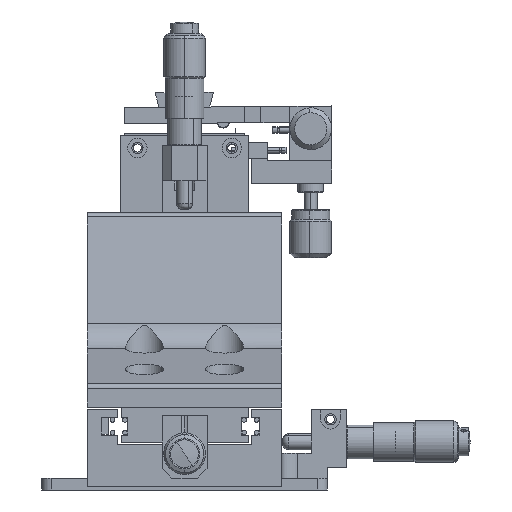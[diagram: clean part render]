
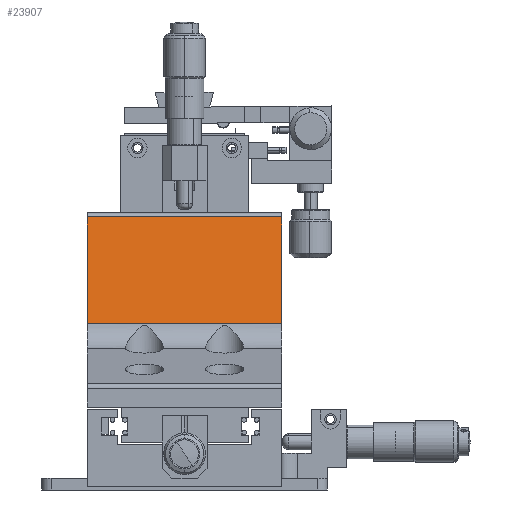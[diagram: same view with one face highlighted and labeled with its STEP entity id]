
A CAD part, front view. The second image highlights one B-rep face of the part: STEP entity #23907.
In plain terms, the highlighted planar face has unit normal (0, -0.985, 0.174).
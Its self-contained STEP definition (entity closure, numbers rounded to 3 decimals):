
#8443 = DIRECTION ( 'NONE',  ( -1., 0., 0. ) ) ;
#8444 = VECTOR ( 'NONE', #8443, 1000. ) ;
#8451 = CARTESIAN_POINT ( 'NONE',  ( 30.25, 24.481, 85.06 ) ) ;
#8452 = LINE ( 'NONE', #8451, #8444 ) ;
#8513 = CARTESIAN_POINT ( 'NONE',  ( -30.25, 24.481, 85.06 ) ) ;
#8523 = CARTESIAN_POINT ( 'NONE',  ( 30.25, 24.481, 85.06 ) ) ;
#8998 = CARTESIAN_POINT ( 'NONE',  ( 30.25, 18.632, 51.889 ) ) ;
#8999 = DIRECTION ( 'NONE',  ( 0., -0.174, -0.985 ) ) ;
#9000 = VECTOR ( 'NONE', #8999, 1000. ) ;
#9001 = CARTESIAN_POINT ( 'NONE',  ( -30.25, 24.7, 86.3 ) ) ;
#9002 = LINE ( 'NONE', #9001, #9000 ) ;
#9003 = PLANE ( 'NONE',  #9008 ) ;
#9008 = AXIS2_PLACEMENT_3D ( 'NONE', #9064, #9063, #9062 ) ;
#9012 = FACE_OUTER_BOUND ( 'NONE', #23915, .T. ) ;
#9043 = CARTESIAN_POINT ( 'NONE',  ( -30.25, 18.632, 51.889 ) ) ;
#9050 = DIRECTION ( 'NONE',  ( 0., -0.174, -0.985 ) ) ;
#9051 = VECTOR ( 'NONE', #9050, 1000. ) ;
#9052 = CARTESIAN_POINT ( 'NONE',  ( 30.25, 24.7, 86.3 ) ) ;
#9053 = LINE ( 'NONE', #9052, #9051 ) ;
#9062 = DIRECTION ( 'NONE',  ( 0., 0.174, 0.985 ) ) ;
#9063 = DIRECTION ( 'NONE',  ( 0., 0.985, -0.174 ) ) ;
#9064 = CARTESIAN_POINT ( 'NONE',  ( 30.25, 24.7, 86.3 ) ) ;
#9100 = DIRECTION ( 'NONE',  ( 1., 0., 0. ) ) ;
#9101 = VECTOR ( 'NONE', #9100, 1000. ) ;
#9115 = CARTESIAN_POINT ( 'NONE',  ( 30.25, 18.632, 51.889 ) ) ;
#9116 = LINE ( 'NONE', #9115, #9101 ) ;
#23540 = EDGE_CURVE ( 'NONE', #23564, #23567, #8452, .T. ) ;
#23564 = VERTEX_POINT ( 'NONE', #8523 ) ;
#23567 = VERTEX_POINT ( 'NONE', #8513 ) ;
#23900 = EDGE_CURVE ( 'NONE', #23567, #23925, #9002, .T. ) ;
#23906 = ORIENTED_EDGE ( 'NONE', *, *, #23540, .T. ) ;
#23907 = ADVANCED_FACE ( 'NONE', ( #9012 ), #9003, .F. ) ;
#23909 = ORIENTED_EDGE ( 'NONE', *, *, #23900, .T. ) ;
#23913 = VERTEX_POINT ( 'NONE', #8998 ) ;
#23915 = EDGE_LOOP ( 'NONE', ( #23918, #23906, #23909, #23971 ) ) ;
#23918 = ORIENTED_EDGE ( 'NONE', *, *, #23922, .F. ) ;
#23922 = EDGE_CURVE ( 'NONE', #23564, #23913, #9053, .T. ) ;
#23925 = VERTEX_POINT ( 'NONE', #9043 ) ;
#23969 = EDGE_CURVE ( 'NONE', #23925, #23913, #9116, .T. ) ;
#23971 = ORIENTED_EDGE ( 'NONE', *, *, #23969, .T. ) ;
